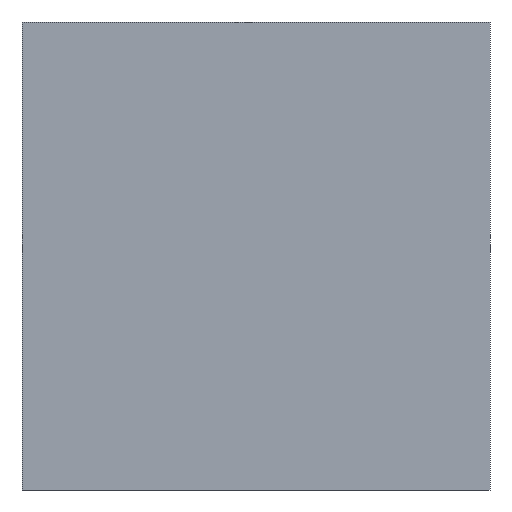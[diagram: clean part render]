
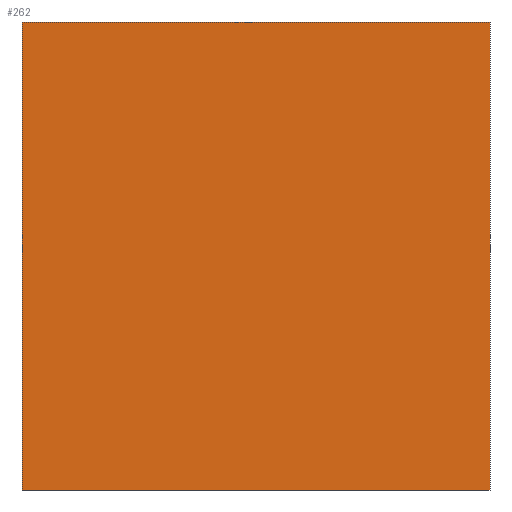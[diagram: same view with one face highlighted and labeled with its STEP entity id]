
A CAD part, front view. The second image highlights one B-rep face of the part: STEP entity #262.
In plain terms, the highlighted planar face has unit normal (0, -1, 0).
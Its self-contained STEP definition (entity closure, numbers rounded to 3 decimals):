
#9 = DIRECTION ( 'NONE',  ( 0., 0., -1. ) ) ;
#10 = ORIENTED_EDGE ( 'NONE', *, *, #244, .T. ) ;
#28 = VERTEX_POINT ( 'NONE', #175 ) ;
#29 = CARTESIAN_POINT ( 'NONE',  ( -50., 0., -25. ) ) ;
#35 = AXIS2_PLACEMENT_3D ( 'NONE', #163, #73, #245 ) ;
#38 = DIRECTION ( 'NONE',  ( 0., 0., -1. ) ) ;
#62 = LINE ( 'NONE', #124, #150 ) ;
#63 = VERTEX_POINT ( 'NONE', #143 ) ;
#68 = CARTESIAN_POINT ( 'NONE',  ( 0., 0., 25. ) ) ;
#69 = ORIENTED_EDGE ( 'NONE', *, *, #114, .F. ) ;
#73 = DIRECTION ( 'NONE',  ( 0., 1., 0. ) ) ;
#78 = VECTOR ( 'NONE', #38, 1000. ) ;
#102 = CARTESIAN_POINT ( 'NONE',  ( 0., 0., -25. ) ) ;
#113 = LINE ( 'NONE', #68, #122 ) ;
#114 = EDGE_CURVE ( 'NONE', #63, #255, #113, .T. ) ;
#116 = DIRECTION ( 'NONE',  ( 1., 0., 0. ) ) ;
#118 = ORIENTED_EDGE ( 'NONE', *, *, #231, .F. ) ;
#120 = LINE ( 'NONE', #200, #78 ) ;
#122 = VECTOR ( 'NONE', #9, 1000. ) ;
#124 = CARTESIAN_POINT ( 'NONE',  ( -50., 0., 25. ) ) ;
#135 = LINE ( 'NONE', #29, #247 ) ;
#143 = CARTESIAN_POINT ( 'NONE',  ( 0., 0., 25. ) ) ;
#150 = VECTOR ( 'NONE', #220, 1000. ) ;
#151 = EDGE_LOOP ( 'NONE', ( #250, #69, #118, #10 ) ) ;
#163 = CARTESIAN_POINT ( 'NONE',  ( -50., 0., 25. ) ) ;
#175 = CARTESIAN_POINT ( 'NONE',  ( -50., 0., -25. ) ) ;
#178 = FACE_OUTER_BOUND ( 'NONE', #151, .T. ) ;
#184 = PLANE ( 'NONE',  #35 ) ;
#188 = VERTEX_POINT ( 'NONE', #236 ) ;
#200 = CARTESIAN_POINT ( 'NONE',  ( -50., 0., 25. ) ) ;
#220 = DIRECTION ( 'NONE',  ( 1., 0., 0. ) ) ;
#229 = EDGE_CURVE ( 'NONE', #28, #255, #135, .T. ) ;
#231 = EDGE_CURVE ( 'NONE', #188, #63, #62, .T. ) ;
#236 = CARTESIAN_POINT ( 'NONE',  ( -50., 0., 25. ) ) ;
#244 = EDGE_CURVE ( 'NONE', #188, #28, #120, .T. ) ;
#245 = DIRECTION ( 'NONE',  ( 0., 0., 1. ) ) ;
#247 = VECTOR ( 'NONE', #116, 1000. ) ;
#250 = ORIENTED_EDGE ( 'NONE', *, *, #229, .T. ) ;
#255 = VERTEX_POINT ( 'NONE', #102 ) ;
#262 = ADVANCED_FACE ( 'NONE', ( #178 ), #184, .F. ) ;
